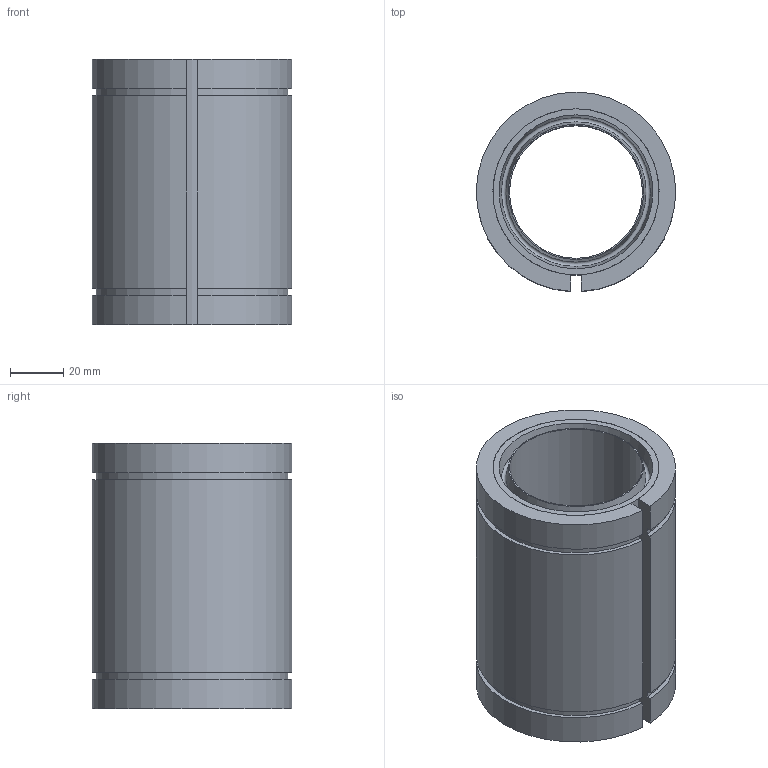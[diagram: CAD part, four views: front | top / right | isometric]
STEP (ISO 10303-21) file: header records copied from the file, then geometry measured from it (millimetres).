
FILE_DESCRIPTION (( 'STEP AP214' ), '1' );
FILE_NAME ('LAG-50-2RS-75-100-ltk.step', '2020-09-10T11:29:07', ( '' ), ( '' ), 'SwSTEP 2.0', 'SolidWorks 2010', '' );
FILE_SCHEMA (( 'AUTOMOTIVE_DESIGN' ));
Length unit declared in the file: millimetre
Products named in the file (1): LAG-50-2RS-75-100-ltk
Bounding box: 74.97 x 74.95 x 100 mm (x, y, z)
Volume: 236415.8 mm3; surface area: 88249.4 mm2
Topology: 2 solids, 2 shells, 26 faces, 56 edges, 36 vertices
Faces by surface type: plane 12, cylinder 8, cone 4, torus 2
Full cylindrical faces by diameter (mm): 50 x1, 62.5 x1
Entity records: 851 total; most frequent: DIRECTION 126, CARTESIAN_POINT 111, ORIENTED_EDGE 96, AXIS2_PLACEMENT_3D 51, EDGE_CURVE 48, EDGE_LOOP 38, VERTEX_POINT 36, FACE_OUTER_BOUND 30
